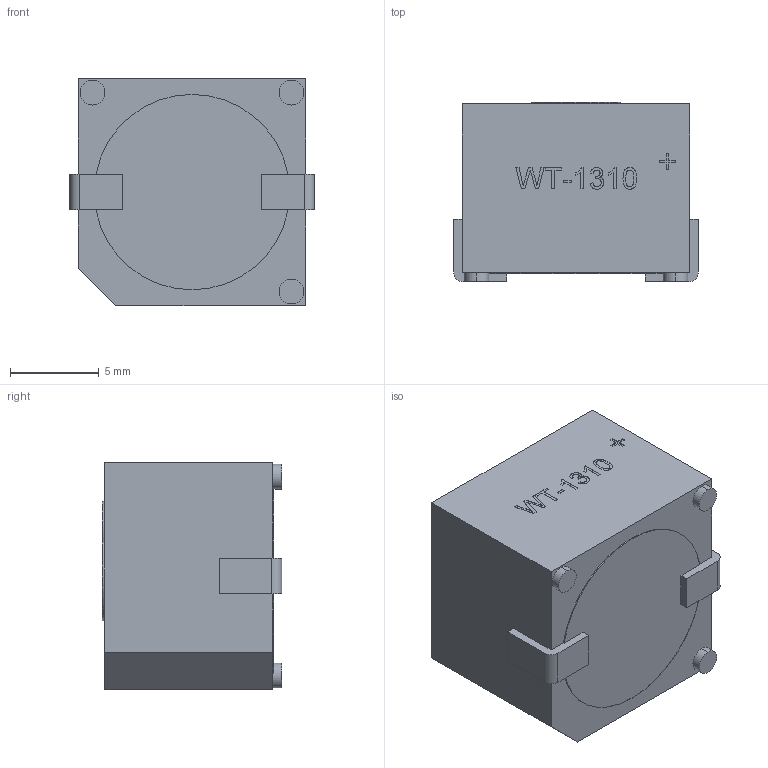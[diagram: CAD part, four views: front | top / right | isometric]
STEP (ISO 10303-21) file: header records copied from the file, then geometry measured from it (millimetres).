
FILE_DESCRIPTION (( 'STEP AP203' ), '1' );
FILE_NAME ('WT-1310.STEP', '2017-06-09T22:19:02', ( 'Gem' ), ( '' ), 'SwSTEP 2.0', 'SolidWorks 2013', '' );
FILE_SCHEMA (( 'CONFIG_CONTROL_DESIGN' ));
Length unit declared in the file: millimetre
Products named in the file (1): WT-1310
Bounding box: 13.8 x 10.1 x 12.81 mm (x, y, z)
Volume: 1535.8 mm3; surface area: 913 mm2
Topology: 2 solids, 2 shells, 136 faces, 357 edges, 238 vertices
Faces by surface type: plane 86, bspline 34, cylinder 16
Entity records: 5830 total; most frequent: CARTESIAN_POINT 2590, ORIENTED_EDGE 714, DIRECTION 527, EDGE_CURVE 357, LINE 257, VECTOR 257, VERTEX_POINT 238, EDGE_LOOP 149
